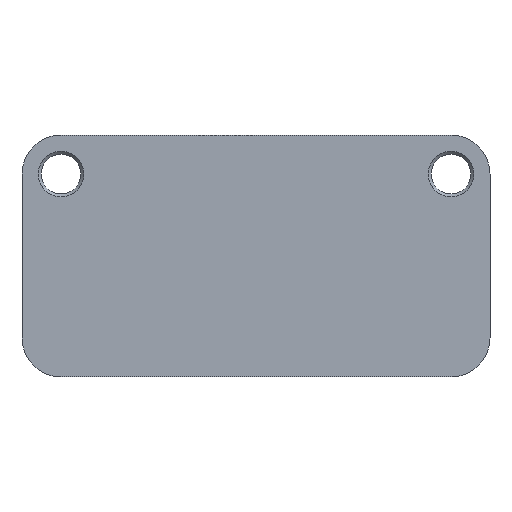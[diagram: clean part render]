
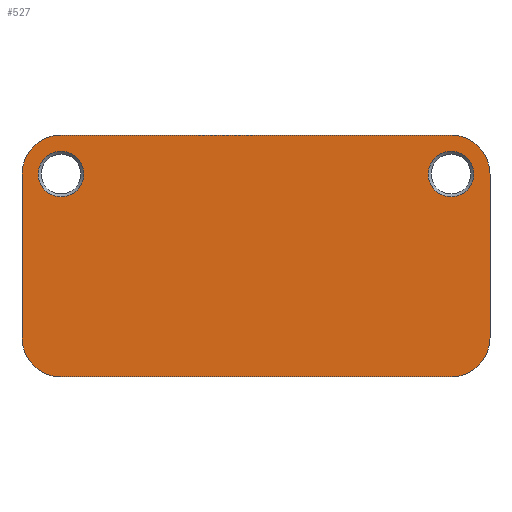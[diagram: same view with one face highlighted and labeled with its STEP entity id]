
A CAD part, front view. The second image highlights one B-rep face of the part: STEP entity #527.
In plain terms, the highlighted planar face has unit normal (0, -1, 0).
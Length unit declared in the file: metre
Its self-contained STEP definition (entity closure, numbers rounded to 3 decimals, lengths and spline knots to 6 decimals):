
#48=CIRCLE('',#587,0.002925);
#49=CIRCLE('',#588,0.002925);
#50=CIRCLE('',#589,0.005);
#51=CIRCLE('',#590,0.005);
#52=CIRCLE('',#591,0.005);
#53=CIRCLE('',#592,0.005);
#109=ORIENTED_EDGE('',*,*,#247,.T.);
#110=ORIENTED_EDGE('',*,*,#248,.T.);
#111=ORIENTED_EDGE('',*,*,#215,.F.);
#112=ORIENTED_EDGE('',*,*,#249,.T.);
#113=ORIENTED_EDGE('',*,*,#227,.F.);
#114=ORIENTED_EDGE('',*,*,#250,.T.);
#115=ORIENTED_EDGE('',*,*,#251,.T.);
#116=ORIENTED_EDGE('',*,*,#252,.T.);
#117=ORIENTED_EDGE('',*,*,#245,.T.);
#118=ORIENTED_EDGE('',*,*,#253,.T.);
#215=EDGE_CURVE('',#286,#287,#338,.T.);
#227=EDGE_CURVE('',#298,#299,#345,.T.);
#245=EDGE_CURVE('',#313,#312,#355,.T.);
#247=EDGE_CURVE('',#314,#314,#48,.T.);
#248=EDGE_CURVE('',#315,#315,#49,.T.);
#249=EDGE_CURVE('',#286,#299,#50,.T.);
#250=EDGE_CURVE('',#298,#316,#51,.T.);
#251=EDGE_CURVE('',#316,#317,#357,.T.);
#252=EDGE_CURVE('',#317,#313,#52,.T.);
#253=EDGE_CURVE('',#312,#287,#53,.T.);
#286=VERTEX_POINT('',#809);
#287=VERTEX_POINT('',#811);
#298=VERTEX_POINT('',#835);
#299=VERTEX_POINT('',#836);
#312=VERTEX_POINT('',#868);
#313=VERTEX_POINT('',#870);
#314=VERTEX_POINT('',#874);
#315=VERTEX_POINT('',#876);
#316=VERTEX_POINT('',#879);
#317=VERTEX_POINT('',#881);
#338=LINE('',#810,#372);
#345=LINE('',#834,#379);
#355=LINE('',#869,#389);
#357=LINE('',#880,#391);
#372=VECTOR('',#642,1.);
#379=VECTOR('',#661,1.);
#389=VECTOR('',#691,1.);
#391=VECTOR('',#703,1.);
#411=EDGE_LOOP('',(#109));
#412=EDGE_LOOP('',(#110));
#413=EDGE_LOOP('',(#111,#112,#113,#114,#115,#116,#117,#118));
#465=FACE_BOUND('',#411,.T.);
#466=FACE_BOUND('',#412,.T.);
#467=FACE_BOUND('',#413,.T.);
#515=PLANE('',#586);
#527=ADVANCED_FACE('',(#465,#466,#467),#515,.T.);
#586=AXIS2_PLACEMENT_3D('',#872,#693,#694);
#587=AXIS2_PLACEMENT_3D('',#873,#695,#696);
#588=AXIS2_PLACEMENT_3D('',#875,#697,#698);
#589=AXIS2_PLACEMENT_3D('',#877,#699,#700);
#590=AXIS2_PLACEMENT_3D('',#878,#701,#702);
#591=AXIS2_PLACEMENT_3D('',#882,#704,#705);
#592=AXIS2_PLACEMENT_3D('',#883,#706,#707);
#642=DIRECTION('',(-1.,0.,0.));
#661=DIRECTION('',(0.,0.,-1.));
#691=DIRECTION('',(0.,0.,-1.));
#693=DIRECTION('',(0.,-1.,0.));
#694=DIRECTION('',(0.,0.,-1.));
#695=DIRECTION('',(0.,1.,0.));
#696=DIRECTION('',(0.,0.,1.));
#697=DIRECTION('',(0.,1.,0.));
#698=DIRECTION('',(0.,0.,1.));
#699=DIRECTION('',(0.,-1.,0.));
#700=DIRECTION('',(0.,0.,-1.));
#701=DIRECTION('',(0.,-1.,0.));
#702=DIRECTION('',(0.,0.,-1.));
#703=DIRECTION('',(-1.,0.,0.));
#704=DIRECTION('',(0.,-1.,0.));
#705=DIRECTION('',(0.,0.,-1.));
#706=DIRECTION('',(0.,-1.,0.));
#707=DIRECTION('',(0.,0.,-1.));
#809=CARTESIAN_POINT('',(0.025,-0.007,0.));
#810=CARTESIAN_POINT('',(0.,-0.007,0.));
#811=CARTESIAN_POINT('',(-0.025,-0.007,0.));
#834=CARTESIAN_POINT('',(0.03,-0.007,0.031));
#835=CARTESIAN_POINT('',(0.03,-0.007,0.026));
#836=CARTESIAN_POINT('',(0.03,-0.007,0.005));
#868=CARTESIAN_POINT('',(-0.03,-0.007,0.005));
#869=CARTESIAN_POINT('',(-0.03,-0.007,0.031));
#870=CARTESIAN_POINT('',(-0.03,-0.007,0.026));
#872=CARTESIAN_POINT('',(0.,-0.007,0.031));
#873=CARTESIAN_POINT('',(-0.025,-0.007,0.026));
#874=CARTESIAN_POINT('',(-0.025,-0.007,0.028925));
#875=CARTESIAN_POINT('',(0.025,-0.007,0.026));
#876=CARTESIAN_POINT('',(0.025,-0.007,0.028925));
#877=CARTESIAN_POINT('',(0.025,-0.007,0.005));
#878=CARTESIAN_POINT('',(0.025,-0.007,0.026));
#879=CARTESIAN_POINT('',(0.025,-0.007,0.031));
#880=CARTESIAN_POINT('',(0.,-0.007,0.031));
#881=CARTESIAN_POINT('',(-0.025,-0.007,0.031));
#882=CARTESIAN_POINT('',(-0.025,-0.007,0.026));
#883=CARTESIAN_POINT('',(-0.025,-0.007,0.005));
